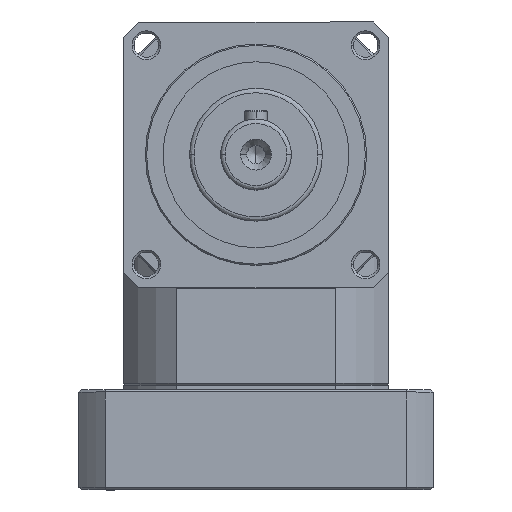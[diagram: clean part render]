
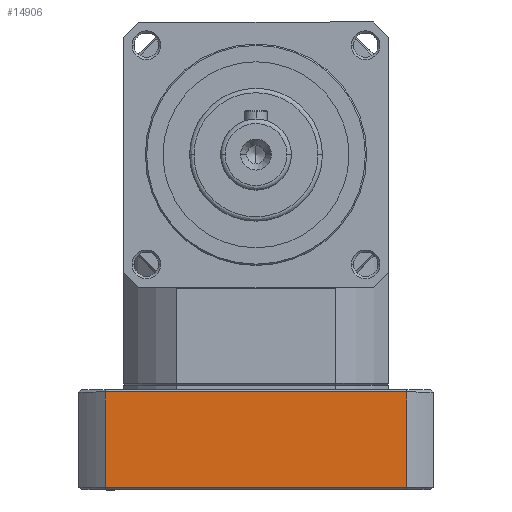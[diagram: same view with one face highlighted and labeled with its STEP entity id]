
A CAD part, top view. The second image highlights one B-rep face of the part: STEP entity #14906.
In plain terms, the highlighted face is planar.
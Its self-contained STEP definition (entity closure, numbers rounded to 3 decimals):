
#625 = DIRECTION ( 'NONE',  ( 0., 0., 1. ) ) ;
#2412 = EDGE_CURVE ( 'NONE', #11789, #19715, #3771, .T. ) ;
#2760 = CARTESIAN_POINT ( 'NONE',  ( 0., -40., 40. ) ) ;
#3177 = LINE ( 'NONE', #10523, #11938 ) ;
#3771 = LINE ( 'NONE', #16014, #16285 ) ;
#4085 = VECTOR ( 'NONE', #11044, 1000. ) ;
#4459 = DIRECTION ( 'NONE',  ( 0., 0., -1. ) ) ;
#7128 = EDGE_CURVE ( 'NONE', #13440, #11789, #16612, .T. ) ;
#7308 = DIRECTION ( 'NONE',  ( -1., 0., 0. ) ) ;
#7341 = LINE ( 'NONE', #12238, #11679 ) ;
#7992 = VERTEX_POINT ( 'NONE', #11298 ) ;
#8640 = EDGE_LOOP ( 'NONE', ( #15202, #8641, #10211, #13650 ) ) ;
#8641 = ORIENTED_EDGE ( 'NONE', *, *, #2412, .T. ) ;
#9378 = AXIS2_PLACEMENT_3D ( 'NONE', #2760, #14230, #4459 ) ;
#10211 = ORIENTED_EDGE ( 'NONE', *, *, #19118, .F. ) ;
#10523 = CARTESIAN_POINT ( 'NONE',  ( 1.5, -40., 20. ) ) ;
#11044 = DIRECTION ( 'NONE',  ( 0., 0., 1. ) ) ;
#11298 = CARTESIAN_POINT ( 'NONE',  ( 1.5, -40., -34.004 ) ) ;
#11679 = VECTOR ( 'NONE', #7308, 1000. ) ;
#11789 = VERTEX_POINT ( 'NONE', #17232 ) ;
#11938 = VECTOR ( 'NONE', #625, 1000. ) ;
#12238 = CARTESIAN_POINT ( 'NONE',  ( 23.5, -40., -34.004 ) ) ;
#13440 = VERTEX_POINT ( 'NONE', #14305 ) ;
#13650 = ORIENTED_EDGE ( 'NONE', *, *, #13835, .F. ) ;
#13835 = EDGE_CURVE ( 'NONE', #13440, #7992, #7341, .T. ) ;
#13884 = DIRECTION ( 'NONE',  ( -1., 0., 0. ) ) ;
#14230 = DIRECTION ( 'NONE',  ( 0., -1., 0. ) ) ;
#14305 = CARTESIAN_POINT ( 'NONE',  ( 23., -40., -34.004 ) ) ;
#14906 = ADVANCED_FACE ( 'NONE', ( #20711 ), #17431, .T. ) ;
#15202 = ORIENTED_EDGE ( 'NONE', *, *, #7128, .T. ) ;
#16014 = CARTESIAN_POINT ( 'NONE',  ( 0., -40., 34.004 ) ) ;
#16285 = VECTOR ( 'NONE', #13884, 1000. ) ;
#16612 = LINE ( 'NONE', #19114, #4085 ) ;
#17232 = CARTESIAN_POINT ( 'NONE',  ( 23., -40., 34.004 ) ) ;
#17431 = PLANE ( 'NONE',  #9378 ) ;
#18348 = CARTESIAN_POINT ( 'NONE',  ( 1.5, -40., 34.004 ) ) ;
#19114 = CARTESIAN_POINT ( 'NONE',  ( 23., -40., 40. ) ) ;
#19118 = EDGE_CURVE ( 'NONE', #7992, #19715, #3177, .T. ) ;
#19715 = VERTEX_POINT ( 'NONE', #18348 ) ;
#20711 = FACE_OUTER_BOUND ( 'NONE', #8640, .T. ) ;
